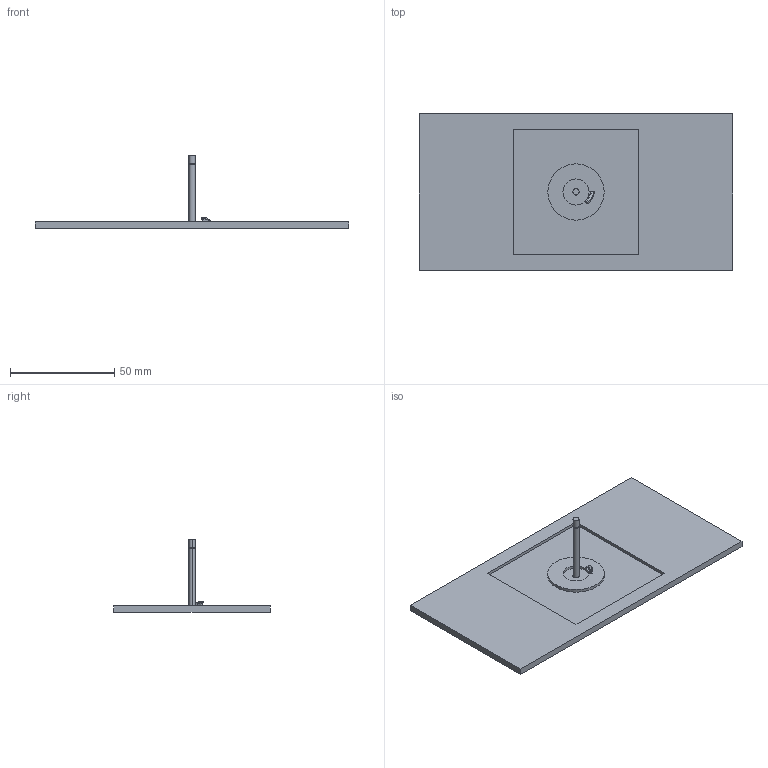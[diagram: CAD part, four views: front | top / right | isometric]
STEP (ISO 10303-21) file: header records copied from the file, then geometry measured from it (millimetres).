
FILE_DESCRIPTION (( 'STEP AP214' ), '1' );
FILE_NAME ('derailleur-jig-up-to-down-only.STEP', '2025-10-28T18:21:14', ( '' ), ( '' ), 'SwSTEP 2.0', 'SolidWorks 2025', '' );
FILE_SCHEMA (( 'AUTOMOTIVE_DESIGN' ));
Length unit declared in the file: millimetre
Products named in the file (1): derailleur-jig-up-to-down-only
Bounding box: 150 x 75 x 34.92 mm (x, y, z)
Volume: 31235.5 mm3; surface area: 24812.3 mm2
Topology: 1 solids, 1 shells, 58 faces, 133 edges, 84 vertices
Faces by surface type: plane 21, bspline 21, cylinder 14, torus 2
Entity records: 2186 total; most frequent: CARTESIAN_POINT 989, ORIENTED_EDGE 266, DIRECTION 200, EDGE_CURVE 133, VERTEX_POINT 84, AXIS2_PLACEMENT_3D 77, EDGE_LOOP 65, ADVANCED_FACE 58
